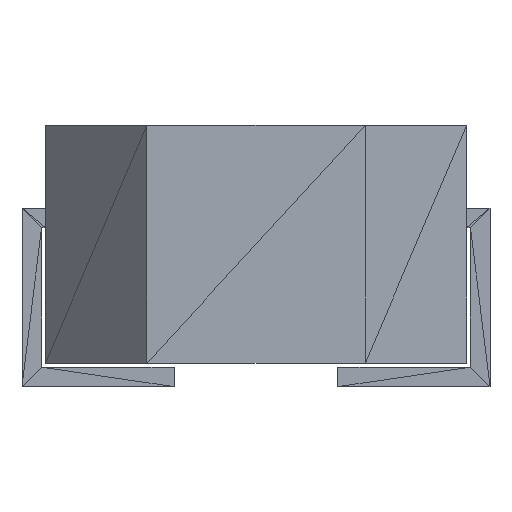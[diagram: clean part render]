
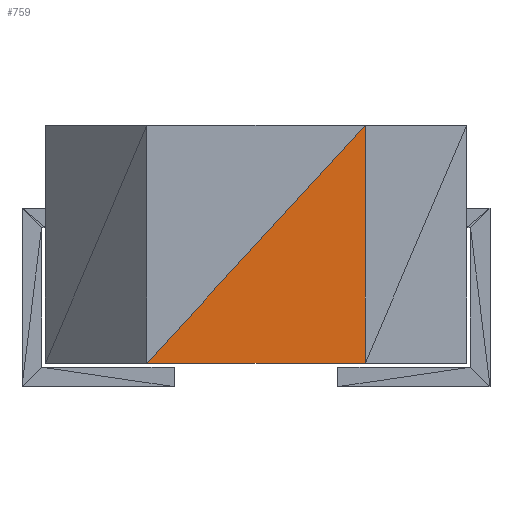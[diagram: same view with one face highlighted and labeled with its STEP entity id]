
A CAD part, front view. The second image highlights one B-rep face of the part: STEP entity #759.
In plain terms, the highlighted planar face has unit normal (0, -1, 0).
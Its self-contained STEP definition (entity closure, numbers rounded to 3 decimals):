
#759=ADVANCED_FACE('',(#760),#786,.F.);
#760=FACE_OUTER_BOUND('',#761,.T.);
#761=EDGE_LOOP('',(#762,#764,#766));
#762=ORIENTED_EDGE('',*,*,#763,.T.);
#763=EDGE_CURVE('',#768,#770,#772,.T.);
#764=ORIENTED_EDGE('',*,*,#765,.T.);
#765=EDGE_CURVE('',#770,#776,#778,.T.);
#766=ORIENTED_EDGE('',*,*,#767,.T.);
#767=EDGE_CURVE('',#776,#768,#782,.T.);
#768=VERTEX_POINT('',#769);
#769=CARTESIAN_POINT('',(-1.422,-2.845,0.305));
#770=VERTEX_POINT('',#771);
#771=CARTESIAN_POINT('',(1.422,-2.845,3.404));
#772=LINE('',#773,#774);
#773=CARTESIAN_POINT('',(-1.422,-2.845,0.305));
#774=VECTOR('',#775,1.0);
#775=DIRECTION('',(-0.676,0.0,-0.737));
#776=VERTEX_POINT('',#777);
#777=CARTESIAN_POINT('',(1.422,-2.845,0.305));
#778=LINE('',#779,#780);
#779=CARTESIAN_POINT('',(1.422,-2.845,3.404));
#780=VECTOR('',#781,1.0);
#781=DIRECTION('',(0.0,0.0,1.0));
#782=LINE('',#783,#784);
#783=CARTESIAN_POINT('',(1.422,-2.845,0.305));
#784=VECTOR('',#785,1.0);
#785=DIRECTION('',(1.0,0.0,0.0));
#786=PLANE('',#787);
#787=AXIS2_PLACEMENT_3D('',#788,#789,#790);
#788=CARTESIAN_POINT('',(1.422,-2.845,3.404));
#789=DIRECTION('',(0.0,1.0,0.0));
#790=DIRECTION('',(-1.0,0.0,0.0));
